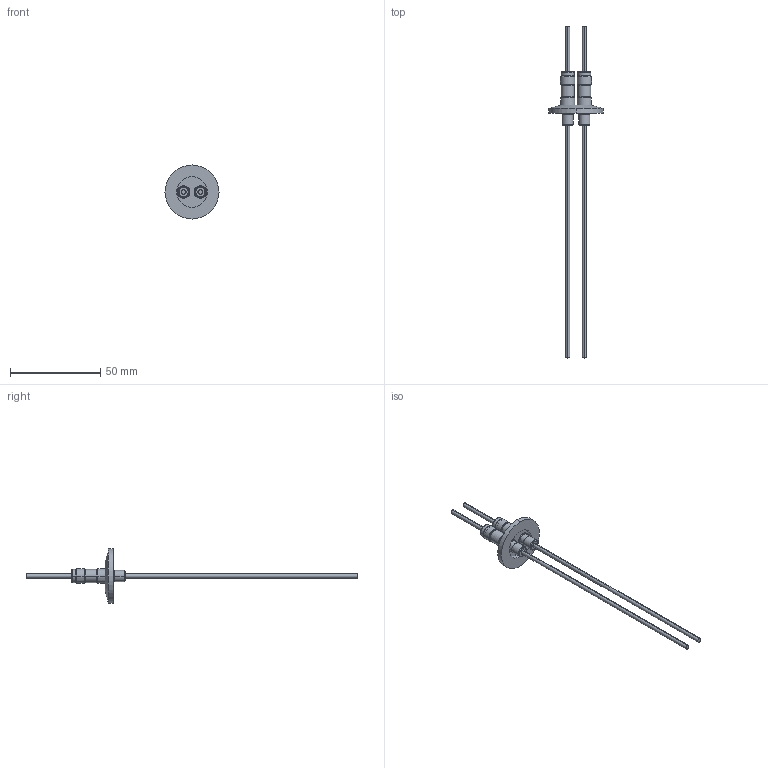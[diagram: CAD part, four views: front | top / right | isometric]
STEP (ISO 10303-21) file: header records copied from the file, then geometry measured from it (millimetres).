
FILE_DESCRIPTION (( 'STEP AP214' ), '1' );
FILE_NAME ('120XST016-5-30-2.step', '2017-07-10T09:38:02', ( 'install' ), ( '' ), 'SwSTEP 2.0', 'SolidWorks 2015', '' );
FILE_SCHEMA (( 'AUTOMOTIVE_DESIGN' ));
Length unit declared in the file: millimetre
Products named in the file (1): 120XST016-5-30-2
Bounding box: 29.97 x 184.15 x 29.97 mm (x, y, z)
Surface area: 6292.7 mm2 (no closed solid volume)
Topology: 0 solids, 15 shells, 87 faces, 222 edges, 152 vertices
Faces by surface type: cylinder 44, cone 18, plane 17, bspline 8
Entity records: 3842 total; most frequent: CARTESIAN_POINT 1346, DIRECTION 486, ORIENTED_EDGE 396, EDGE_CURVE 222, AXIS2_PLACEMENT_3D 212, VERTEX_POINT 152, CIRCLE 132, EDGE_LOOP 102
